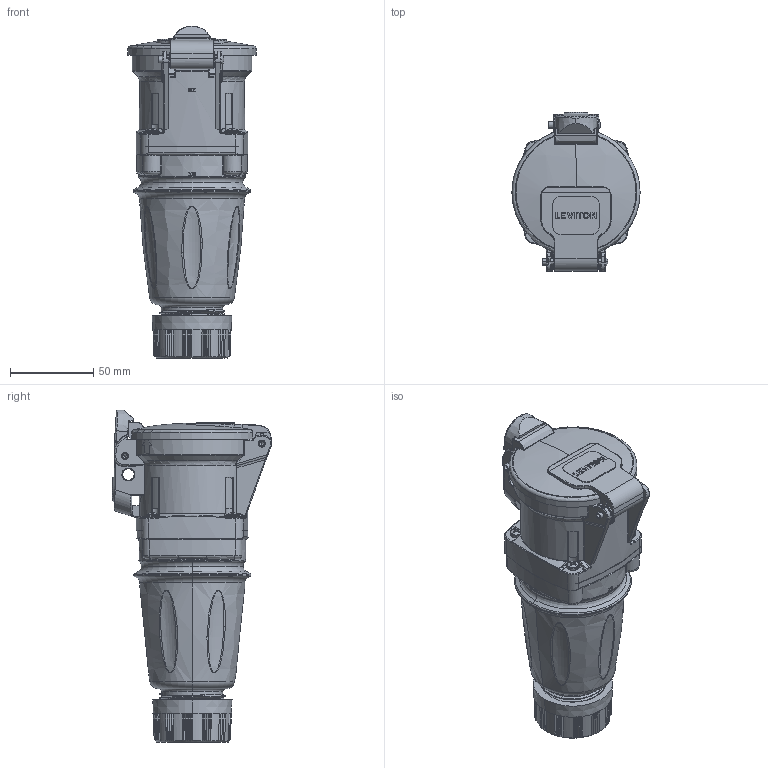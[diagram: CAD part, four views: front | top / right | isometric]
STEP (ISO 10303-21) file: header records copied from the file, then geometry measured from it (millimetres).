
FILE_DESCRIPTION (( 'STEP AP214' ), '1' );
FILE_NAME ('ORC6800-M01.STEP', '2025-09-11T17:07:54', ( '' ), ( '' ), 'SwSTEP 2.0', 'SolidWorks 2024', '' );
FILE_SCHEMA (( 'AUTOMOTIVE_DESIGN' ));
Length unit declared in the file: inch
Products named in the file (1): ORC6800-M01
Bounding box: 77 x 95.44 x 199.19 mm (x, y, z)
Volume: 556925.7 mm3; surface area: 73174.4 mm2
Topology: 4 solids, 18 shells, 1985 faces, 5035 edges, 3044 vertices
Faces by surface type: cylinder 516, bspline 507, plane 427, torus 249, cone 201, sphere 85
Entity records: 248352 total; most frequent: CARTESIAN_POINT 205804, ORIENTED_EDGE 9908, DIRECTION 7591, EDGE_CURVE 4954, AXIS2_PLACEMENT_3D 3110, VERTEX_POINT 3043, EDGE_LOOP 2055, ADVANCED_FACE 1985
